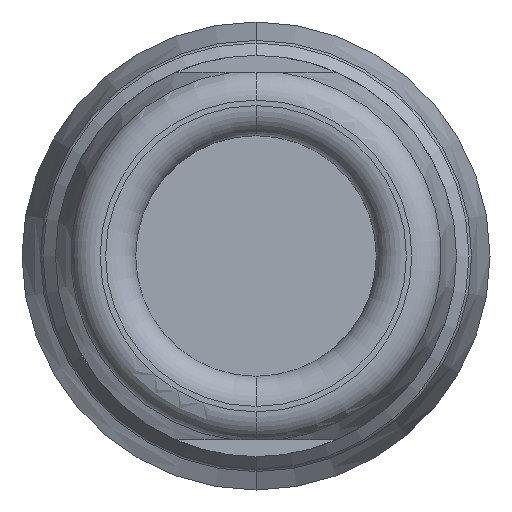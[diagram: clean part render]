
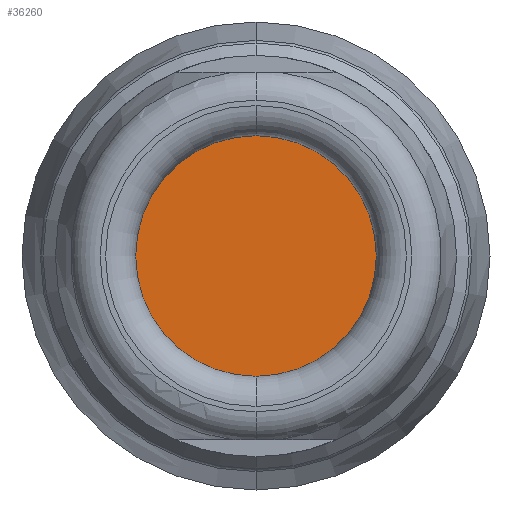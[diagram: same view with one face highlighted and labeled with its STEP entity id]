
A CAD part, front view. The second image highlights one B-rep face of the part: STEP entity #36260.
In plain terms, the highlighted face is planar.
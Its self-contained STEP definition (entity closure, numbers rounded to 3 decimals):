
#35270=CARTESIAN_POINT('',(0.,30.9,3.6));
#35280=VERTEX_POINT('',#35270);
#35310=CARTESIAN_POINT('',(0.,30.9,0.));
#35320=DIRECTION('',(0.,1.,0.));
#35330=DIRECTION('',(0.,0.,-1.));
#35340=AXIS2_PLACEMENT_3D('',#35310,#35320,#35330);
#35350=CIRCLE('',#35340,3.6);
#35360=CARTESIAN_POINT('',(0.,30.9,-3.6));
#35370=VERTEX_POINT('',#35360);
#35380=EDGE_CURVE('',#35280,#35370,#35350,.T.);
#36160=CARTESIAN_POINT('',(-0.068,30.9,0.186));
#36170=DIRECTION('',(0.,1.,-0.));
#36180=DIRECTION('',(-1.,0.,0.));
#36190=AXIS2_PLACEMENT_3D('',#36160,#36170,#36180);
#36200=PLANE('',#36190);
#36210=EDGE_CURVE('',#35370,#35280,#35350,.T.);
#36220=ORIENTED_EDGE('',*,*,#36210,.T.);
#36230=ORIENTED_EDGE('',*,*,#35380,.T.);
#36240=EDGE_LOOP('',(#36230,#36220));
#36250=FACE_OUTER_BOUND('',#36240,.T.);
#36260=ADVANCED_FACE('',(#36250),#36200,.T.);
